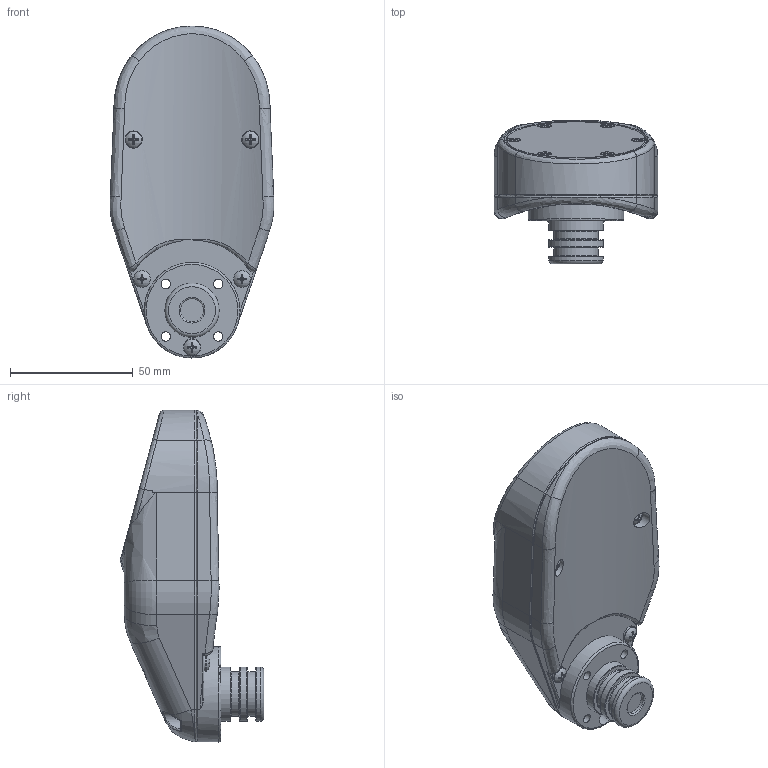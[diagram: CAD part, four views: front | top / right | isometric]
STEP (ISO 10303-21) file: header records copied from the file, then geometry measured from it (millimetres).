
FILE_DESCRIPTION(/* description */ (''),/* implementation_level */ '2;1');
FILE_NAME(/* name */ 'AR106_Remora.stp',/* time_stamp */ '2022-10-05T18:19:18-04:00',/* author */ ('lfrey'),/* organization */ (''),/* preprocessor_version */ 'ST-DEVELOPER v19',/* originating_system */ 'Autodesk Inventor 2023',/* authorisation */ '');
FILE_SCHEMA (('AUTOMOTIVE_DESIGN { 1 0 10303 214 3 1 1 }'));
Length unit declared in the file: inch
Products named in the file (1): Remora
Bounding box: 66.73 x 58.42 x 135.09 mm (x, y, z)
Volume: 212793.2 mm3; surface area: 30419.2 mm2
Topology: 1 solids, 1 shells, 524 faces, 1374 edges, 878 vertices
Faces by surface type: plane 175, cone 137, torus 72, cylinder 69, bspline 66, sphere 5
Full cylindrical faces by diameter (mm): 2.845 x6, 2.946 x6, 3.81 x4, 4.953 x6, 6.858 x5, 6.985 x3, 7.137 x2, 9.398 x1, 18.11 x2, 22.098 x3, 38.887 x1, 57.15 x1, 57.404 x1
Entity records: 20887 total; most frequent: CARTESIAN_POINT 8385, ORIENTED_EDGE 2722, DIRECTION 2276, EDGE_CURVE 1361, AXIS2_PLACEMENT_3D 978, VERTEX_POINT 878, EDGE_LOOP 571, STYLED_ITEM 524
